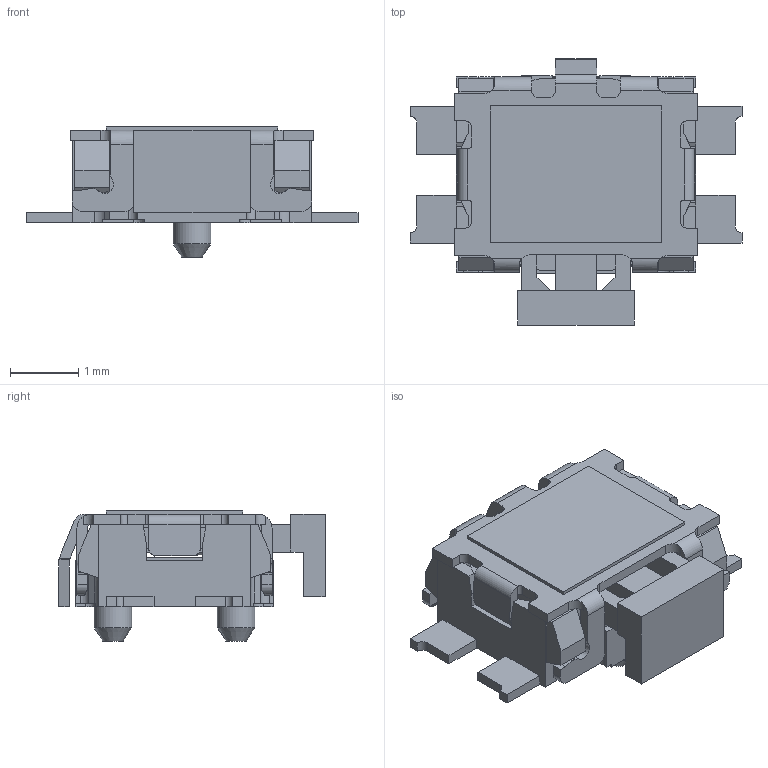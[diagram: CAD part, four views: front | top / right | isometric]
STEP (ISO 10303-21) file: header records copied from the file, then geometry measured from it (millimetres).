
FILE_DESCRIPTION(/* description */ ('STEP AP214'),/* implementation_level */ '2;1');
FILE_NAME(/* name */ 'C&K PTS841ESDGKPSMTRLFS.step',/* time_stamp */ '2025-08-11T09:43:09+01:00',/* author */ (''),/* organization */ (''),/* preprocessor_version */ 'ST-DEVELOPER v20.1',/* originating_system */ 'Autodesk Translation Framework v14.10.0.0',/* authorisation */ '');
FILE_SCHEMA (('AUTOMOTIVE_DESIGN { 1 0 10303 214 3 1 1 }'));
Length unit declared in the file: millimetre
Products named in the file (1): 1
Bounding box: 4.85 x 3.89 x 1.9 mm (x, y, z)
Volume: 10.3 mm3; surface area: 104.6 mm2
Topology: 1 solids, 1 shells, 480 faces, 1451 edges, 958 vertices
Faces by surface type: plane 368, cylinder 109, cone 2, sphere 1
Full cylindrical faces by diameter (mm): 0.5 x1, 0.55 x2
Entity records: 16564 total; most frequent: CARTESIAN_POINT 3029, ORIENTED_EDGE 2900, DIRECTION 2653, EDGE_CURVE 1450, LINE 1177, VECTOR 1177, VERTEX_POINT 958, AXIS2_PLACEMENT_3D 738
